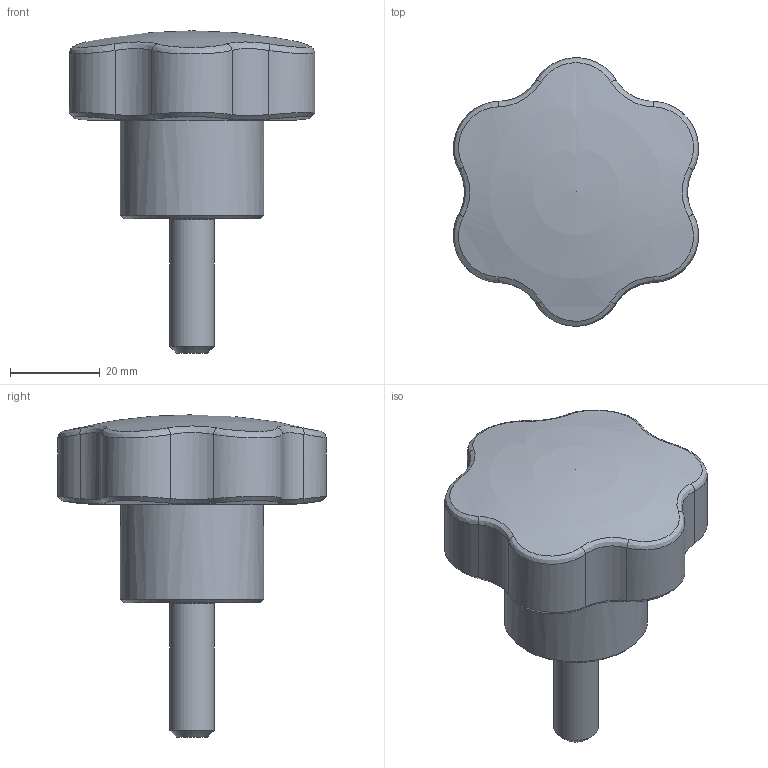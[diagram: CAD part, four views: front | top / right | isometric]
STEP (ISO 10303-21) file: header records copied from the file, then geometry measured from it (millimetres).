
FILE_DESCRIPTION( ( 'Unknown' ), '1' );
FILE_NAME( '6112395_VP70_M10x30.stp', 'Unknown', ( 'Unknown' ), ( 'Unknown' ), 'PSStep 11.0', 'Unknown', ' ' );
FILE_SCHEMA( ( 'AUTOMOTIVE_DESIGN { 1 0 10303 214 1 1 1 1 }' ) );
Length unit declared in the file: millimetre
Products named in the file (1): 6112395
Bounding box: 54.77 x 60 x 72 mm (x, y, z)
Volume: 57141 mm3; surface area: 14251.9 mm2
Topology: 1 solids, 2 shells, 75 faces, 223 edges, 139 vertices
Faces by surface type: plane 27, bspline 25, cylinder 15, cone 4, torus 3, sphere 1
Full cylindrical faces by diameter (mm): 10 x2, 32 x1
Entity records: 7509 total; most frequent: CARTESIAN_POINT 5205, ORIENTED_EDGE 406, DIRECTION 268, EDGE_CURVE 203, VERTEX_POINT 131, AXIS2_PLACEMENT_3D 110, B_SPLINE_CURVE_WITH_KNOTS 96, EDGE_LOOP 88
